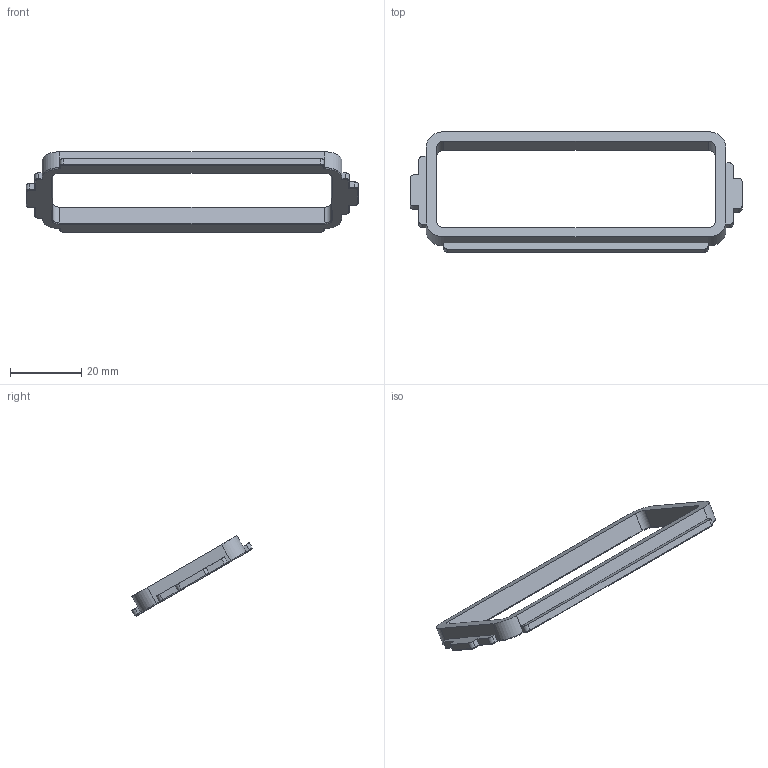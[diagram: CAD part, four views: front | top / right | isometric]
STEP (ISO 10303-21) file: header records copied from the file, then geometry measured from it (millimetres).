
FILE_DESCRIPTION(/* description */ (''),/* implementation_level */ '2;1');
FILE_NAME(/* name */ 'OLED insert.step',/* time_stamp */ '2019-12-18T23:46:04+01:00',/* author */ (''),/* organization */ (''),/* preprocessor_version */ 'ST-DEVELOPER v18',/* originating_system */ 'Autodesk Translation Framework v8.12.0.6',/* authorisation */ '');
FILE_SCHEMA (('AUTOMOTIVE_DESIGN { 1 0 10303 214 3 1 1 }'));
Length unit declared in the file: millimetre
Products named in the file (1): OLED insert
Bounding box: 93 x 33.78 x 22.55 mm (x, y, z)
Volume: 4372.1 mm3; surface area: 4492.7 mm2
Topology: 1 solids, 1 shells, 103 faces, 251 edges, 150 vertices
Faces by surface type: plane 56, cylinder 27, cone 16, torus 4
Entity records: 3008 total; most frequent: DIRECTION 528, CARTESIAN_POINT 514, ORIENTED_EDGE 502, EDGE_CURVE 251, LINE 176, VECTOR 176, AXIS2_PLACEMENT_3D 176, VERTEX_POINT 150
